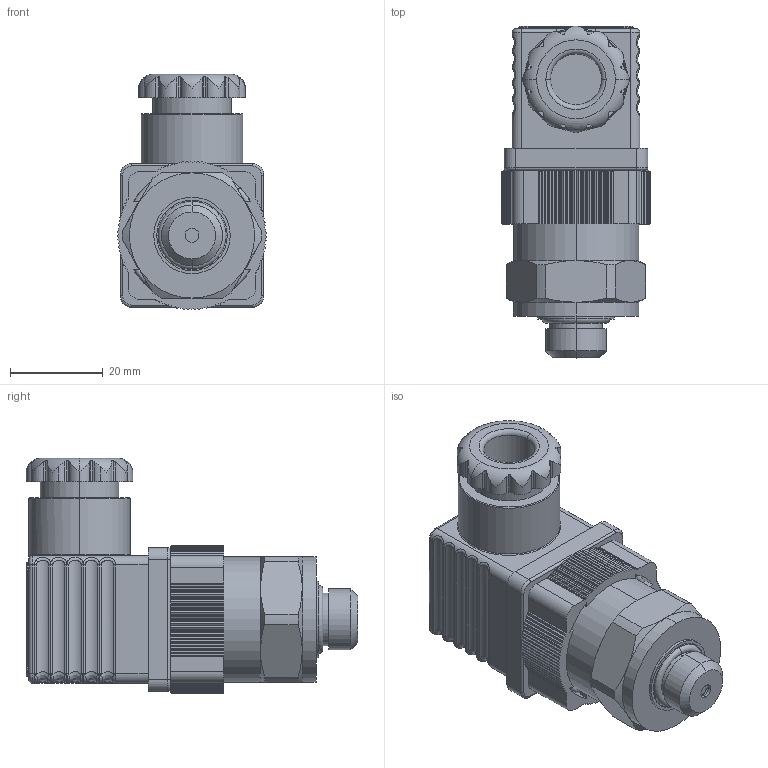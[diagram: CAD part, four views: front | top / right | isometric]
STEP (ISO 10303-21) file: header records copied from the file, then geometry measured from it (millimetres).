
FILE_DESCRIPTION (( 'STEP AP214' ), '1' );
FILE_NAME ('46.STEP', '2020-02-10T07:48:37', ( '' ), ( '' ), 'SwSTEP 2.0', 'SolidWorks 2019', '' );
FILE_SCHEMA (( 'AUTOMOTIVE_DESIGN' ));
Length unit declared in the file: millimetre
Products named in the file (1): 46
Bounding box: 32 x 71.55 x 50.75 mm (x, y, z)
Surface area: 14074.1 mm2 (no closed solid volume)
Topology: 0 solids, 11 shells, 671 faces, 1931 edges, 1232 vertices
Faces by surface type: plane 271, cylinder 240, bspline 86, torus 50, cone 14, sphere 10
Entity records: 32264 total; most frequent: CARTESIAN_POINT 7889, ORIENTED_EDGE 3628, DIRECTION 3429, EDGE_CURVE 1927, VERTEX_POINT 1232, AXIS2_PLACEMENT_3D 1208, LINE 1013, VECTOR 1013
